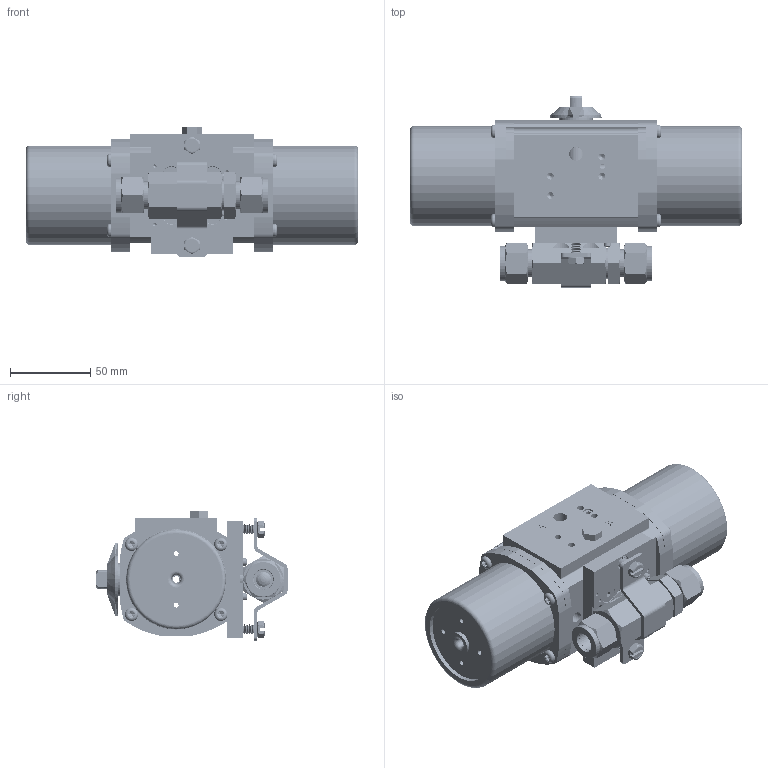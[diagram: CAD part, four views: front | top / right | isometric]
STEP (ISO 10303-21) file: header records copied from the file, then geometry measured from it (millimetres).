
FILE_DESCRIPTION (( 'STEP AP203' ), '1' );
FILE_NAME ('8204XXC8A512SR.step', '2018-03-12T14:47:50', ( '' ), ( '' ), 'SwSTEP 2.0', 'SolidWorks 2017', '' );
FILE_SCHEMA (( 'CONFIG_CONTROL_DESIGN' ));
Products named in the file (1): 8204XXC8A512SR
Bounding box: 206.38 x 118.74 x 80.4 mm (x, y, z)
Volume: 451051.5 mm3; surface area: 207421 mm2
Topology: 57 solids, 57 shells, 3914 faces, 10341 edges, 6522 vertices
Faces by surface type: cylinder 2071, cone 865, plane 632, bspline 214, torus 126, sphere 6
Entity records: 210870 total; most frequent: CARTESIAN_POINT 121130, ORIENTED_EDGE 20426, DIRECTION 17659, EDGE_CURVE 10213, AXIS2_PLACEMENT_3D 6928, VERTEX_POINT 6518, EDGE_LOOP 4191, ADVANCED_FACE 3914
